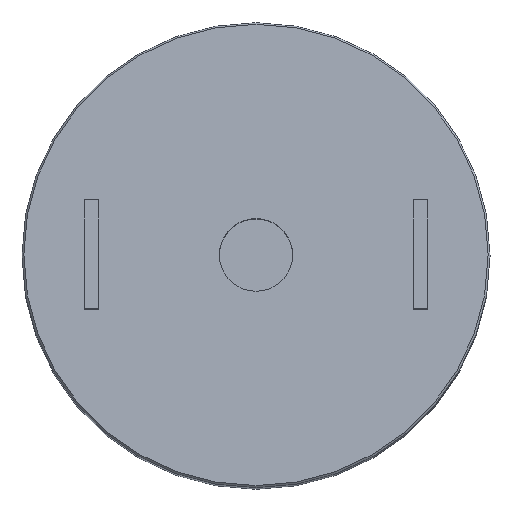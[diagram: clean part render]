
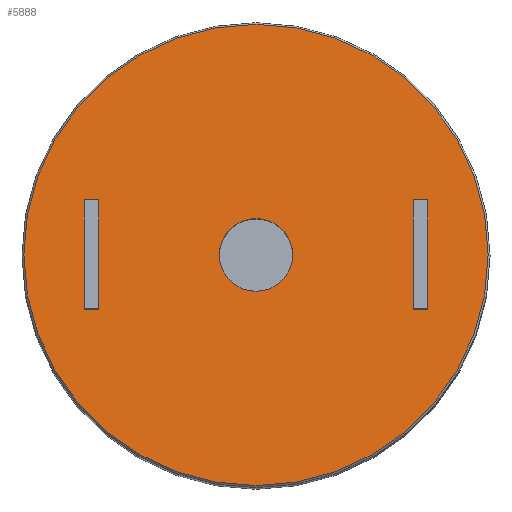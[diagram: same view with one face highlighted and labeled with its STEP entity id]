
A CAD part, top view. The second image highlights one B-rep face of the part: STEP entity #5888.
In plain terms, the highlighted planar face has unit normal (0, 0.113, 0.994).
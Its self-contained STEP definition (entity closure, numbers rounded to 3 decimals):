
#20=CIRCLE('',#6203,5.);
#22=CIRCLE('',#6217,31.75);
#65=FACE_BOUND('',#732,.T.);
#66=FACE_BOUND('',#733,.T.);
#67=FACE_BOUND('',#734,.T.);
#378=FACE_OUTER_BOUND('',#731,.T.);
#731=EDGE_LOOP('',(#5247));
#732=EDGE_LOOP('',(#5248));
#733=EDGE_LOOP('',(#5249,#5250,#5251,#5252));
#734=EDGE_LOOP('',(#5253,#5254,#5255,#5256));
#1506=LINE('',#9249,#2302);
#1510=LINE('',#9257,#2306);
#1513=LINE('',#9263,#2309);
#1516=LINE('',#9268,#2312);
#1518=LINE('',#9274,#2314);
#1522=LINE('',#9282,#2318);
#1525=LINE('',#9288,#2321);
#1528=LINE('',#9293,#2324);
#2302=VECTOR('',#7599,10.);
#2306=VECTOR('',#7605,10.);
#2309=VECTOR('',#7610,10.);
#2312=VECTOR('',#7615,10.);
#2314=VECTOR('',#7621,10.);
#2318=VECTOR('',#7627,10.);
#2321=VECTOR('',#7632,10.);
#2324=VECTOR('',#7637,10.);
#2842=VERTEX_POINT('',#9240);
#2844=VERTEX_POINT('',#9247);
#2845=VERTEX_POINT('',#9248);
#2848=VERTEX_POINT('',#9256);
#2850=VERTEX_POINT('',#9262);
#2852=VERTEX_POINT('',#9272);
#2853=VERTEX_POINT('',#9273);
#2856=VERTEX_POINT('',#9281);
#2858=VERTEX_POINT('',#9287);
#2860=VERTEX_POINT('',#9297);
#3632=EDGE_CURVE('',#2842,#2842,#20,.T.);
#3635=EDGE_CURVE('',#2844,#2845,#1506,.T.);
#3639=EDGE_CURVE('',#2845,#2848,#1510,.T.);
#3642=EDGE_CURVE('',#2848,#2850,#1513,.T.);
#3645=EDGE_CURVE('',#2850,#2844,#1516,.T.);
#3647=EDGE_CURVE('',#2852,#2853,#1518,.T.);
#3651=EDGE_CURVE('',#2853,#2856,#1522,.T.);
#3654=EDGE_CURVE('',#2856,#2858,#1525,.T.);
#3657=EDGE_CURVE('',#2858,#2852,#1528,.T.);
#3659=EDGE_CURVE('',#2860,#2860,#22,.T.);
#5247=ORIENTED_EDGE('',*,*,#3659,.F.);
#5248=ORIENTED_EDGE('',*,*,#3632,.T.);
#5249=ORIENTED_EDGE('',*,*,#3635,.T.);
#5250=ORIENTED_EDGE('',*,*,#3639,.T.);
#5251=ORIENTED_EDGE('',*,*,#3642,.T.);
#5252=ORIENTED_EDGE('',*,*,#3645,.T.);
#5253=ORIENTED_EDGE('',*,*,#3647,.T.);
#5254=ORIENTED_EDGE('',*,*,#3651,.T.);
#5255=ORIENTED_EDGE('',*,*,#3654,.T.);
#5256=ORIENTED_EDGE('',*,*,#3657,.T.);
#5576=PLANE('',#6221);
#5888=ADVANCED_FACE('',(#378,#65,#66,#67),#5576,.F.);
#6203=AXIS2_PLACEMENT_3D('',#9241,#7590,#7591);
#6217=AXIS2_PLACEMENT_3D('',#9298,#7643,#7644);
#6221=AXIS2_PLACEMENT_3D('',#9306,#7653,#7654);
#7590=DIRECTION('center_axis',(0.,-0.113,-0.994));
#7591=DIRECTION('ref_axis',(-1.,0.,0.));
#7599=DIRECTION('',(0.,-0.994,0.113));
#7605=DIRECTION('',(-1.,0.,0.));
#7610=DIRECTION('',(0.,0.994,-0.113));
#7615=DIRECTION('',(1.,0.,0.));
#7621=DIRECTION('',(-1.,0.,0.));
#7627=DIRECTION('',(0.,0.994,-0.113));
#7632=DIRECTION('',(1.,0.,0.));
#7637=DIRECTION('',(0.,-0.994,0.113));
#7643=DIRECTION('center_axis',(0.,-0.113,-0.994));
#7644=DIRECTION('ref_axis',(1.,0.,0.));
#7653=DIRECTION('center_axis',(0.,-0.113,-0.994));
#7654=DIRECTION('ref_axis',(1.,0.,0.));
#9240=CARTESIAN_POINT('',(5.,3.932,-14.882));
#9241=CARTESIAN_POINT('Origin',(0.,3.932,-14.882));
#9247=CARTESIAN_POINT('',(23.5,11.383,-15.731));
#9248=CARTESIAN_POINT('',(23.5,-3.52,-14.033));
#9249=CARTESIAN_POINT('',(23.5,0.206,-14.458));
#9256=CARTESIAN_POINT('',(21.5,-3.52,-14.033));
#9257=CARTESIAN_POINT('',(10.75,-3.52,-14.033));
#9262=CARTESIAN_POINT('',(21.5,11.383,-15.731));
#9263=CARTESIAN_POINT('',(21.5,7.657,-15.307));
#9268=CARTESIAN_POINT('',(11.75,11.383,-15.731));
#9272=CARTESIAN_POINT('',(-21.5,-3.52,-14.033));
#9273=CARTESIAN_POINT('',(-23.5,-3.52,-14.033));
#9274=CARTESIAN_POINT('',(-11.75,-3.52,-14.033));
#9281=CARTESIAN_POINT('',(-23.5,11.383,-15.731));
#9282=CARTESIAN_POINT('',(-23.5,7.657,-15.307));
#9287=CARTESIAN_POINT('',(-21.5,11.383,-15.731));
#9288=CARTESIAN_POINT('',(-10.75,11.383,-15.731));
#9293=CARTESIAN_POINT('',(-21.5,0.206,-14.458));
#9297=CARTESIAN_POINT('',(-31.75,3.932,-14.882));
#9298=CARTESIAN_POINT('Origin',(0.,3.932,-14.882));
#9306=CARTESIAN_POINT('Origin',(0.,3.932,-14.882));
